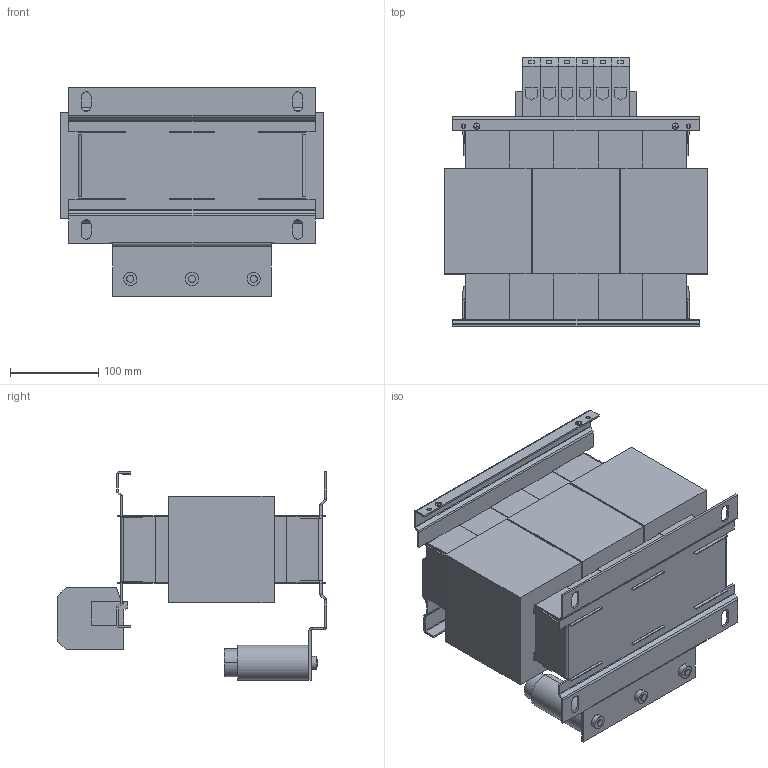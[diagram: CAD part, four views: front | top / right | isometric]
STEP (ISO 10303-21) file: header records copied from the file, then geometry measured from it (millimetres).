
FILE_DESCRIPTION (( 'STEP AP214' ), '1' );
FILE_NAME ('865791.STEP', '2024-08-23T11:12:53', ( '' ), ( '' ), 'SwSTEP 2.0', 'SolidWorks 2022', '' );
FILE_SCHEMA (( 'AUTOMOTIVE_DESIGN' ));
Length unit declared in the file: millimetre
Products named in the file (1): 865791
Bounding box: 298 x 305.2 x 237 mm (x, y, z)
Volume: 7537666.4 mm3; surface area: 523334 mm2
Topology: 1 solids, 1 shells, 767 faces, 1894 edges, 1177 vertices
Faces by surface type: plane 646, cylinder 115, cone 6
Entity records: 22222 total; most frequent: CARTESIAN_POINT 3839, ORIENTED_EDGE 3788, DIRECTION 3710, EDGE_CURVE 1894, LINE 1614, VECTOR 1614, VERTEX_POINT 1177, AXIS2_PLACEMENT_3D 1048
